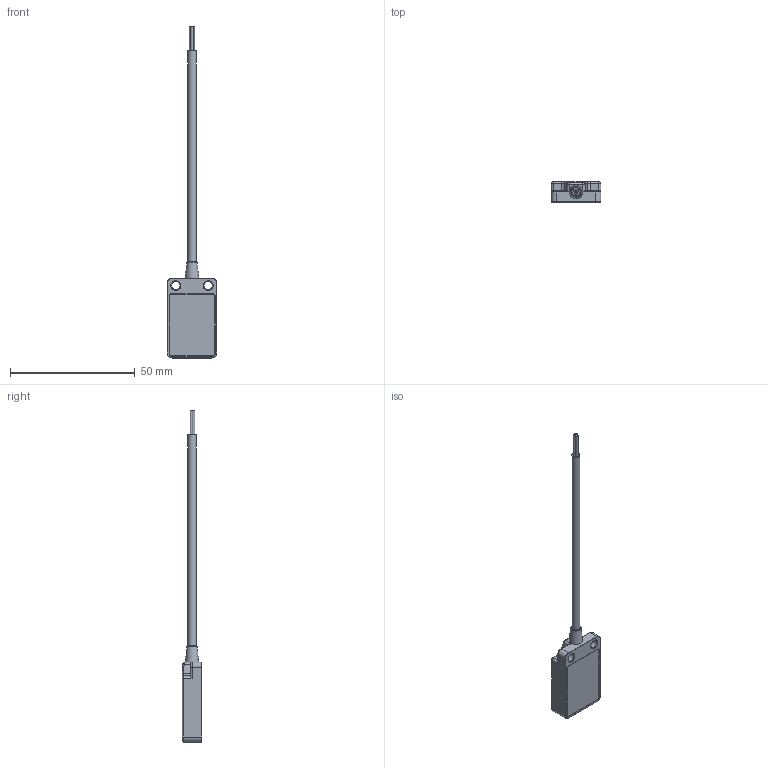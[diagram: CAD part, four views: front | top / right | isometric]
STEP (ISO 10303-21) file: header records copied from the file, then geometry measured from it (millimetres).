
FILE_DESCRIPTION(('FreeCAD Model'),'2;1');
FILE_NAME('EQS1-2007X-X3U2-AMS.step', '2022-01-12T15:48:53',('Author'),(''), 'Open CASCADE STEP processor 7.3','FreeCAD','Unknown');
FILE_SCHEMA(('AUTOMOTIVE_DESIGN { 1 0 10303 214 1 1 1 1 }'));
Length unit declared in the file: millimetre
Products named in the file (1): EQS1-2007X-X3U2-AMS
Bounding box: 20 x 8 x 133.01 mm (x, y, z)
Volume: 5634.8 mm3; surface area: 3203 mm2
Topology: 1 solids, 1 shells, 97 faces, 225 edges, 136 vertices
Faces by surface type: plane 37, cylinder 36, cone 13, torus 7, revolution 2, bspline 2
Full cylindrical faces by diameter (mm): 1.001 x3, 3.299 x1, 3.401 x2
Entity records: 6312 total; most frequent: CARTESIAN_POINT 1715, DIRECTION 880, LINE 478, VECTOR 478, ORIENTED_EDGE 450, PCURVE 450, DEFINITIONAL_REPRESENTATION 450, EDGE_CURVE 225
